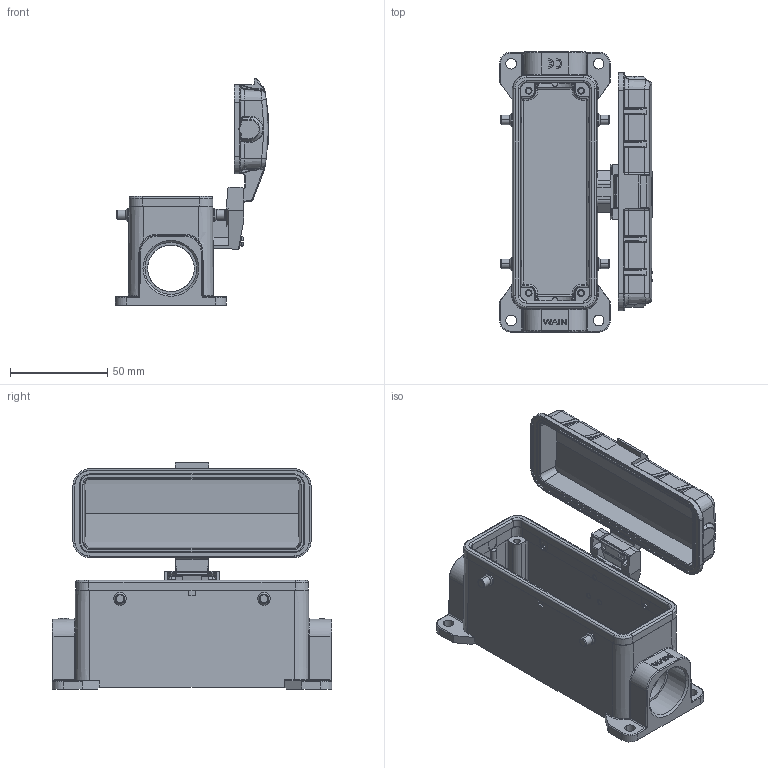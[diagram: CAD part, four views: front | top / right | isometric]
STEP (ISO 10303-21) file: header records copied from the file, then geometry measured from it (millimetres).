
FILE_DESCRIPTION(/* description */ (''),/* implementation_level */ '2;1');
FILE_NAME(/* name */ 'H24B-SF-4B-MCV-2PG21.stp',/* time_stamp */ '2023-08-31T16:05:49+08:00',/* author */ (''),/* organization */ (''),/* preprocessor_version */ 'ST-DEVELOPER v18.1',/* originating_system */ 'SIEMENS PLM Software NX 1980',/* authorisation */ '');
FILE_SCHEMA (('AUTOMOTIVE_DESIGN { 1 0 10303 214 3 1 1 1 }'));
Products named in the file (1): 13842E6412D98v52
Bounding box: 78.7 x 144 x 116.52 mm (x, y, z)
Volume: 140507.9 mm3; surface area: 80164.7 mm2
Topology: 13 solids, 13 shells, 1572 faces, 4044 edges, 2526 vertices
Faces by surface type: cylinder 637, plane 497, torus 243, bspline 101, cone 72, sphere 14, extrusion 8
Full cylindrical faces by diameter (mm): 3 x7, 4 x2, 24 x2, 26.7 x2
Entity records: 70910 total; most frequent: CARTESIAN_POINT 35137, ORIENTED_EDGE 8010, DIRECTION 6584, EDGE_CURVE 4005, VERTEX_POINT 2517, AXIS2_PLACEMENT_3D 2461, EDGE_LOOP 1672, VECTOR 1662
